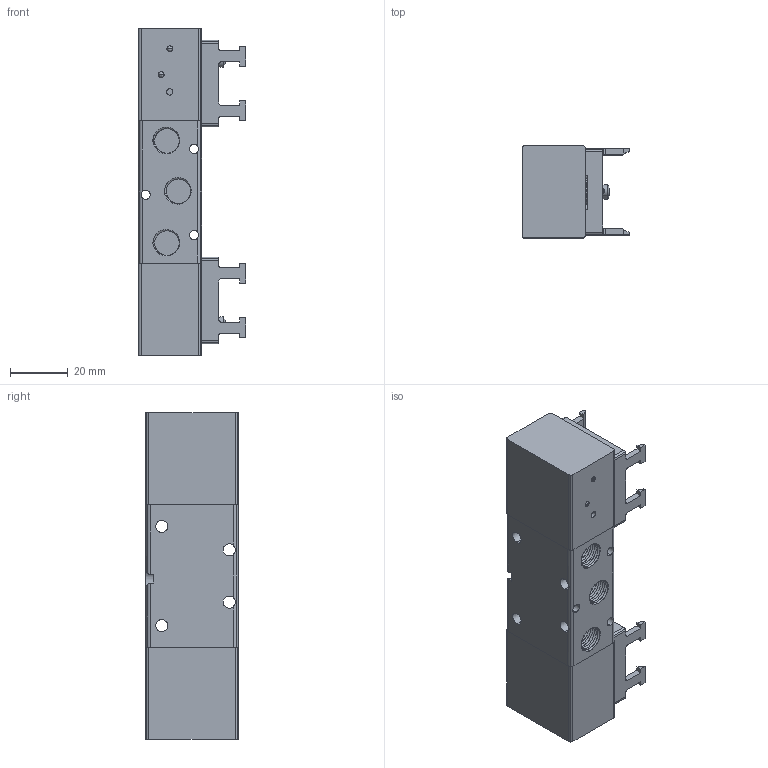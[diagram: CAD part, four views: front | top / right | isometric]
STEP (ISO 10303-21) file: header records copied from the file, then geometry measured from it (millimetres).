
FILE_DESCRIPTION((''),'2;1');
FILE_NAME('00_138_4.stp','2002-12-08T21:32:18',('Branislav Petkovic'),('AZ Pneumatica'),'AutoCAD STEP 2000i','AutoCAD 2000i','Via J. F. Kennedy, 26, 20020 Misinto (MI), ITALY');
FILE_SCHEMA(('CONFIG_CONTROL_DESIGN'));
Length unit declared in the file: millimetre
Products named in the file (9): 00_138_4; 521 TELO; PART1; ~~PART1; PLASICNI NOSAC VECI; ~~~~PART1; RECESSED PAN HEAD SCREW - ISO 7045 - M3.5 X 8 - 4.8 - Z; PIPAK 304 MB; ~~~PART1
Assembly tree (14 placements, depth 3):
  00_138_4
    521 TELO
      PART1
    ~~PART1  x2
    PLASICNI NOSAC VECI  x2
      ~~~~PART1
    RECESSED PAN HEAD SCREW - ISO 7045 - M3.5 X 8 - 4.8 - Z  x4
    PIPAK 304 MB  x2
      ~~~PART1
Bounding box: 37.4 x 32 x 113.5 mm (x, y, z)
Surface area: 29482.8 mm2 (no closed solid volume)
Topology: 0 solids, 11 shells, 1157 faces, 2946 edges, 1817 vertices
Faces by surface type: cylinder 421, plane 286, cone 236, torus 184, sphere 16, bspline 14
Entity records: 30582 total; most frequent: CARTESIAN_POINT 17704, ORIENTED_EDGE 2722, DIRECTION 2644, EDGE_CURVE 1361, AXIS2_PLACEMENT_3D 1036, VERTEX_POINT 871, VECTOR 572, LINE 572
